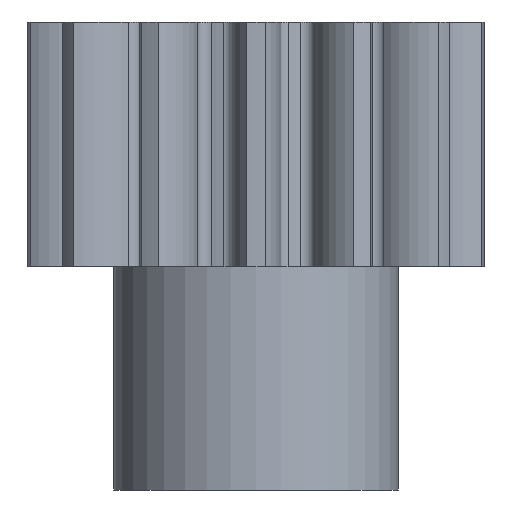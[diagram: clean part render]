
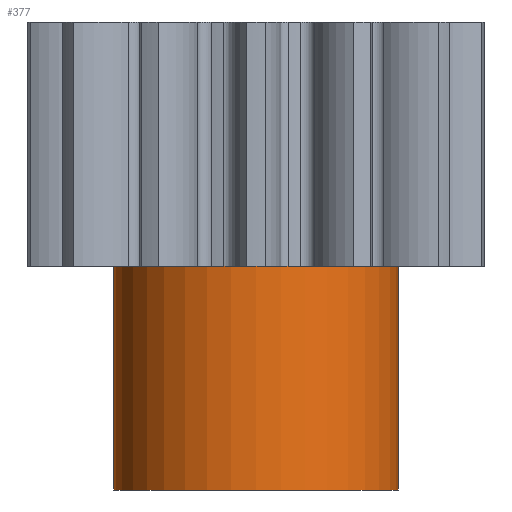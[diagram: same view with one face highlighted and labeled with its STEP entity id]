
A CAD part, front view. The second image highlights one B-rep face of the part: STEP entity #377.
In plain terms, the highlighted cylindrical face has radius 7 mm (diameter 14 mm), a partial arc.
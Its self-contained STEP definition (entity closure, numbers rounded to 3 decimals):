
#21 = EDGE_CURVE ( 'NONE', #63, #103, #1117, .T. ) ;
#63 = VERTEX_POINT ( 'NONE', #1185 ) ;
#88 = EDGE_CURVE ( 'NONE', #93, #63, #1353, .T. ) ;
#92 = VERTEX_POINT ( 'NONE', #1704 ) ;
#93 = VERTEX_POINT ( 'NONE', #1709 ) ;
#103 = VERTEX_POINT ( 'NONE', #1694 ) ;
#105 = EDGE_CURVE ( 'NONE', #92, #103, #1712, .T. ) ;
#349 = ORIENTED_EDGE ( 'NONE', *, *, #88, .F. ) ;
#350 = ORIENTED_EDGE ( 'NONE', *, *, #352, .T. ) ;
#352 = EDGE_CURVE ( 'NONE', #93, #92, #1896, .T. ) ;
#360 = ORIENTED_EDGE ( 'NONE', *, *, #21, .F. ) ;
#372 = ORIENTED_EDGE ( 'NONE', *, *, #105, .T. ) ;
#377 = ADVANCED_FACE ( 'NONE', ( #1935 ), #1994, .T. ) ;
#801 = EDGE_LOOP ( 'NONE', ( #349, #350, #372, #360 ) ) ;
#1099 = DIRECTION ( 'NONE',  ( 0., 0., 1. ) ) ;
#1112 = DIRECTION ( 'NONE',  ( 1., 0., 0. ) ) ;
#1117 = CIRCLE ( 'NONE', #1125, 7. ) ;
#1125 = AXIS2_PLACEMENT_3D ( 'NONE', #1141, #1099, #1112 ) ;
#1141 = CARTESIAN_POINT ( 'NONE',  ( 0., 0., 0. ) ) ;
#1185 = CARTESIAN_POINT ( 'NONE',  ( -7., 0., 0. ) ) ;
#1353 = LINE ( 'NONE', #1366, #1365 ) ;
#1364 = DIRECTION ( 'NONE',  ( 0., 0., 1. ) ) ;
#1365 = VECTOR ( 'NONE', #1364, 1000. ) ;
#1366 = CARTESIAN_POINT ( 'NONE',  ( -7., 0., -11. ) ) ;
#1673 = VECTOR ( 'NONE', #1701, 1000. ) ;
#1674 = CARTESIAN_POINT ( 'NONE',  ( 7., 0., -11. ) ) ;
#1694 = CARTESIAN_POINT ( 'NONE',  ( 7., 0., 0. ) ) ;
#1701 = DIRECTION ( 'NONE',  ( 0., 0., 1. ) ) ;
#1704 = CARTESIAN_POINT ( 'NONE',  ( 7., 0., -11. ) ) ;
#1709 = CARTESIAN_POINT ( 'NONE',  ( -7., 0., -11. ) ) ;
#1712 = LINE ( 'NONE', #1674, #1673 ) ;
#1877 = DIRECTION ( 'NONE',  ( 0., 0., 1. ) ) ;
#1878 = CARTESIAN_POINT ( 'NONE',  ( 0., 0., -11. ) ) ;
#1889 = AXIS2_PLACEMENT_3D ( 'NONE', #1878, #1877, #1903 ) ;
#1896 = CIRCLE ( 'NONE', #1889, 7. ) ;
#1903 = DIRECTION ( 'NONE',  ( 1., 0., 0. ) ) ;
#1935 = FACE_OUTER_BOUND ( 'NONE', #801, .T. ) ;
#1942 = CARTESIAN_POINT ( 'NONE',  ( 0., 0., -11. ) ) ;
#1948 = DIRECTION ( 'NONE',  ( 1., 0., 0. ) ) ;
#1968 = AXIS2_PLACEMENT_3D ( 'NONE', #1942, #1972, #1948 ) ;
#1972 = DIRECTION ( 'NONE',  ( 0., 0., 1. ) ) ;
#1994 = CYLINDRICAL_SURFACE ( 'NONE', #1968, 7. ) ;
